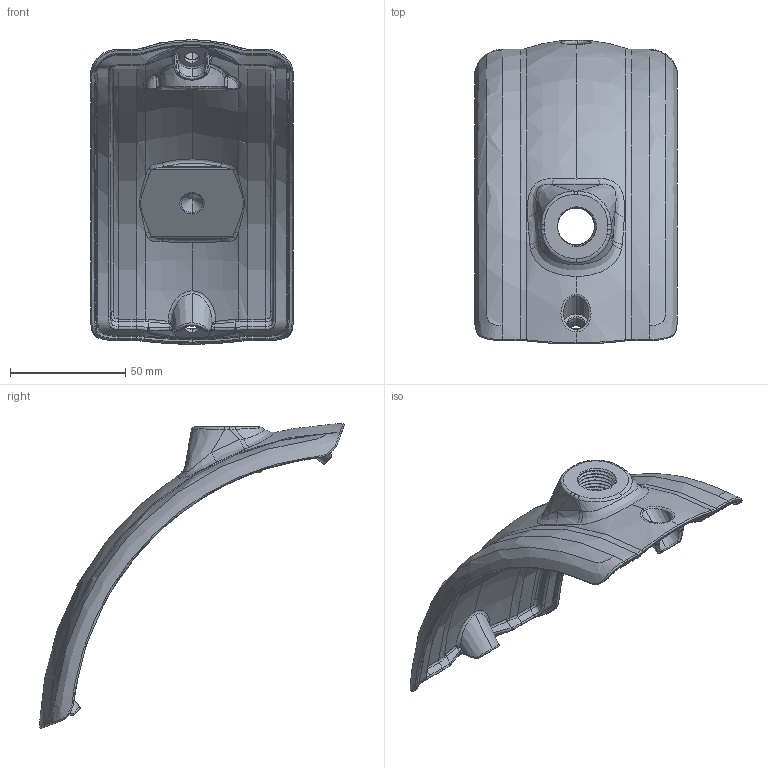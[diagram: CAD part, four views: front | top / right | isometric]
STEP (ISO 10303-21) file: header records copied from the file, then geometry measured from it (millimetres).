
FILE_DESCRIPTION (( 'STEP AP203' ), '1' );
FILE_NAME ('TK120.811.STEP', '2018-06-08T11:43:58', ( '' ), ( '' ), 'SwSTEP 2.0', 'SolidWorks 2018', '' );
FILE_SCHEMA (( 'CONFIG_CONTROL_DESIGN' ));
Length unit declared in the file: millimetre
Products named in the file (1): TK120.811
Bounding box: 87.71 x 131.9 x 131.9 mm (x, y, z)
Volume: 89135.9 mm3; surface area: 41724.1 mm2
Topology: 1 solids, 1 shells, 445 faces, 1116 edges, 649 vertices
Faces by surface type: bspline 316, cylinder 73, cone 29, plane 27
Entity records: 40268 total; most frequent: CARTESIAN_POINT 32274, ORIENTED_EDGE 2176, EDGE_CURVE 1088, DIRECTION 956, VERTEX_POINT 649, B_SPLINE_CURVE_WITH_KNOTS 590, EDGE_LOOP 455, ADVANCED_FACE 445
